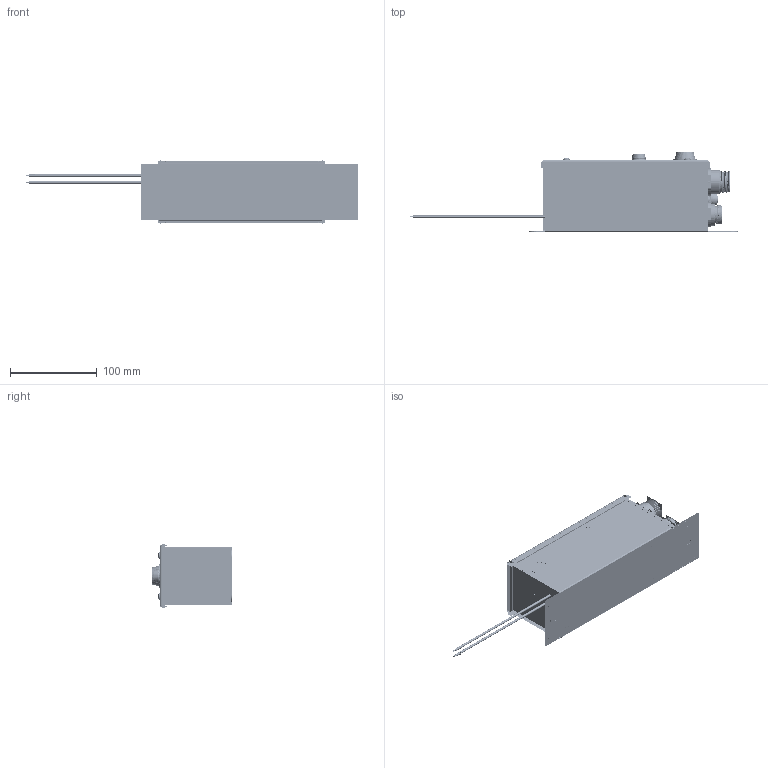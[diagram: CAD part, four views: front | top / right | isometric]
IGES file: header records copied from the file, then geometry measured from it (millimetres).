
Start section:  PTC IGES file: 192613.igs
Global section: file name: 192613.igs; native system: Creo Parametric by Parametric Technology Corporation; preprocessor: 2013230; author: pdmadmin; organization: Unknown; date: 20160127.155533; units: millimetre
Bounding box: 383.39 x 93.32 x 73.96 mm (x, y, z)
Volume: 170088.8 mm3; surface area: 1118391.2 mm2
Topology: 61 solids, 69 shells, 3224 faces, 15684 edges, 19821 vertices
Faces by surface type: revolution 1860, bspline 1364
